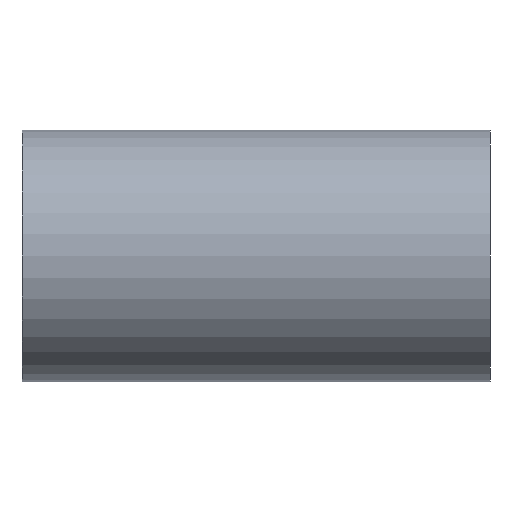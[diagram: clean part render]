
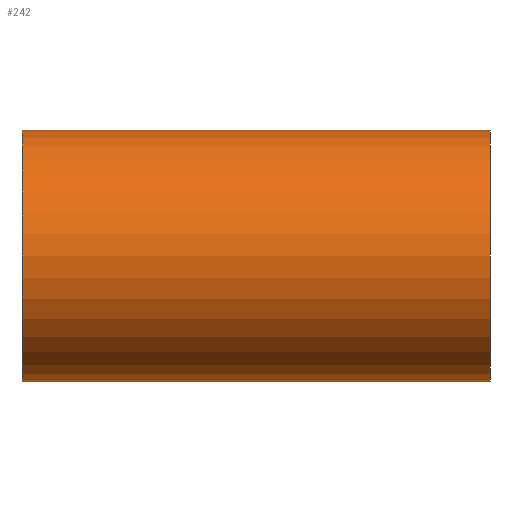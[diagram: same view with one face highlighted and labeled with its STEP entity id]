
A CAD part, front view. The second image highlights one B-rep face of the part: STEP entity #242.
In plain terms, the highlighted cylindrical face has radius 21.5 mm (diameter 43 mm), a full revolution.
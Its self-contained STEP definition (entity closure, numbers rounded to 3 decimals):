
#3 = EDGE_LOOP ( 'NONE', ( #243 ) ) ;
#9 = EDGE_CURVE ( 'NONE', #52, #52, #19, .T. ) ;
#19 = CIRCLE ( 'NONE', #246, 21.5 ) ;
#29 = CIRCLE ( 'NONE', #37, 21.5 ) ;
#37 = AXIS2_PLACEMENT_3D ( 'NONE', #168, #166, #163 ) ;
#52 = VERTEX_POINT ( 'NONE', #99 ) ;
#55 = AXIS2_PLACEMENT_3D ( 'NONE', #100, #108, #152 ) ;
#70 = FACE_OUTER_BOUND ( 'NONE', #219, .T. ) ;
#71 = CARTESIAN_POINT ( 'NONE',  ( 40., 0., 0. ) ) ;
#74 = DIRECTION ( 'NONE',  ( -1., 0., 0. ) ) ;
#79 = DIRECTION ( 'NONE',  ( 0., 0., 1. ) ) ;
#97 = CARTESIAN_POINT ( 'NONE',  ( -40., 0., 21.5 ) ) ;
#99 = CARTESIAN_POINT ( 'NONE',  ( 40., 0., 21.5 ) ) ;
#100 = CARTESIAN_POINT ( 'NONE',  ( -1229.991, 0., 0. ) ) ;
#108 = DIRECTION ( 'NONE',  ( -1., 0., 0. ) ) ;
#142 = FACE_OUTER_BOUND ( 'NONE', #3, .T. ) ;
#152 = DIRECTION ( 'NONE',  ( 0., 0., 1. ) ) ;
#154 = ORIENTED_EDGE ( 'NONE', *, *, #9, .T. ) ;
#163 = DIRECTION ( 'NONE',  ( 0., 0., 1. ) ) ;
#166 = DIRECTION ( 'NONE',  ( -1., 0., 0. ) ) ;
#168 = CARTESIAN_POINT ( 'NONE',  ( -40., 0., 0. ) ) ;
#187 = EDGE_CURVE ( 'NONE', #225, #225, #29, .T. ) ;
#219 = EDGE_LOOP ( 'NONE', ( #154 ) ) ;
#225 = VERTEX_POINT ( 'NONE', #97 ) ;
#242 = ADVANCED_FACE ( 'NONE', ( #142, #70 ), #245, .T. ) ;
#243 = ORIENTED_EDGE ( 'NONE', *, *, #187, .F. ) ;
#245 = CYLINDRICAL_SURFACE ( 'NONE', #55, 21.5 ) ;
#246 = AXIS2_PLACEMENT_3D ( 'NONE', #71, #74, #79 ) ;
